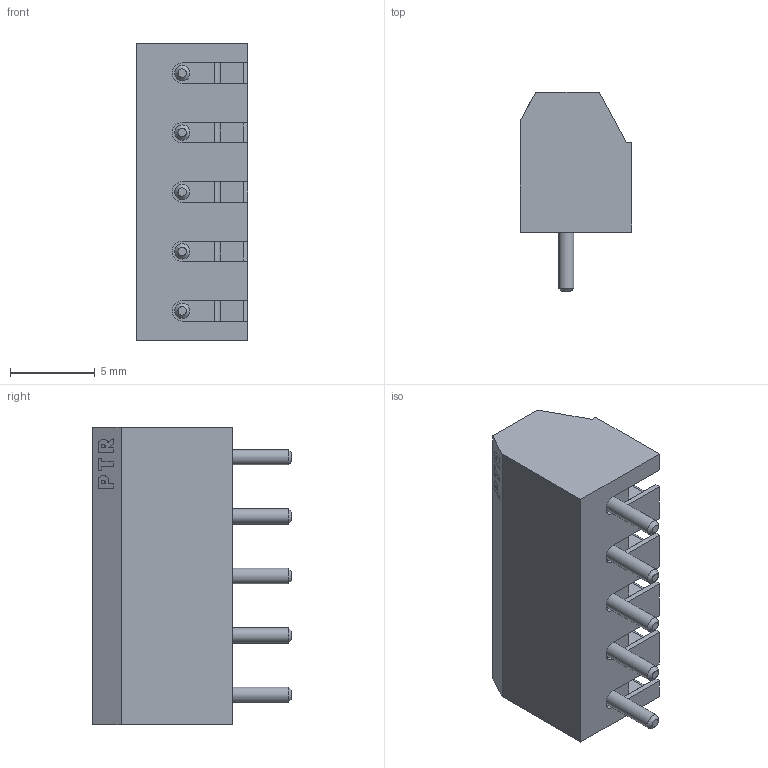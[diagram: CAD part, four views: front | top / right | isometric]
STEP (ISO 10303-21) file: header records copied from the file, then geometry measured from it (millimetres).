
FILE_DESCRIPTION((''),'2;1');
FILE_NAME('AK550_5DS_35_V_PTR.stp','2009-12-10T09:38:05',('svogel'),(''),'Autodesk Inventor 11','Autodesk Inventor 11','');
FILE_SCHEMA(('AUTOMOTIVE_DESIGN { 1 0 10303 214 1 1 1 1 }'));
Length unit declared in the file: millimetre
Products named in the file (1): AK550_x_35_V
Bounding box: 6.55 x 11.75 x 17.5 mm (x, y, z)
Volume: 687.8 mm3; surface area: 1096 mm2
Topology: 1 solids, 1 shells, 373 faces, 1044 edges, 676 vertices
Faces by surface type: plane 227, cylinder 101, bspline 25, cone 20
Full cylindrical faces by diameter (mm): 0.6 x8, 0.9 x5, 2 x5
Entity records: 13048 total; most frequent: CARTESIAN_POINT 3736, ORIENTED_EDGE 2012, DIRECTION 1851, EDGE_CURVE 1006, VERTEX_POINT 666, AXIS2_PLACEMENT_3D 636, VECTOR 579, LINE 579
